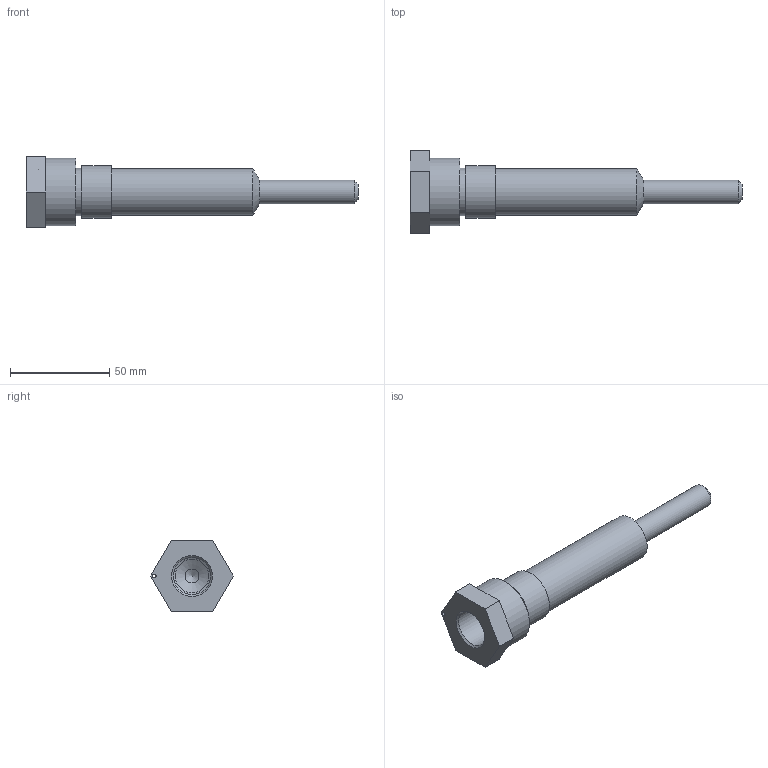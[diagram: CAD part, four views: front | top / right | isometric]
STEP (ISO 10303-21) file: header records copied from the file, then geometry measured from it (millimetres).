
FILE_DESCRIPTION(/* description */ ('Schutzrohr Elster EBL 142'),/* implementation_level */ '2;1');
FILE_NAME(/* name */ '4255911903247.stp',/* time_stamp */ '2025-11-19T11:36:13+01:00',/* author */ ('winter'),/* organization */ (''),/* preprocessor_version */ 'ST-DEVELOPER v20.1',/* originating_system */ 'Autodesk Inventor 2026',/* authorisation */ '');
FILE_SCHEMA (('AUTOMOTIVE_DESIGN { 1 0 10303 214 3 1 1 }'));
Length unit declared in the file: millimetre
Products named in the file (1): 20007612
Bounding box: 167 x 41.57 x 36 mm (x, y, z)
Volume: 44422.4 mm3; surface area: 20776.3 mm2
Topology: 1 solids, 1 shells, 27 faces, 56 edges, 35 vertices
Faces by surface type: plane 12, cylinder 9, cone 6
Full cylindrical faces by diameter (mm): 2 x1, 7 x1, 12 x1, 17 x1, 18.631 x1, 23.5 x1, 24 x1, 26.441 x1, 34 x1
Entity records: 758 total; most frequent: DIRECTION 133, CARTESIAN_POINT 118, ORIENTED_EDGE 110, EDGE_CURVE 55, AXIS2_PLACEMENT_3D 50, VERTEX_POINT 35, EDGE_LOOP 34, LINE 33
